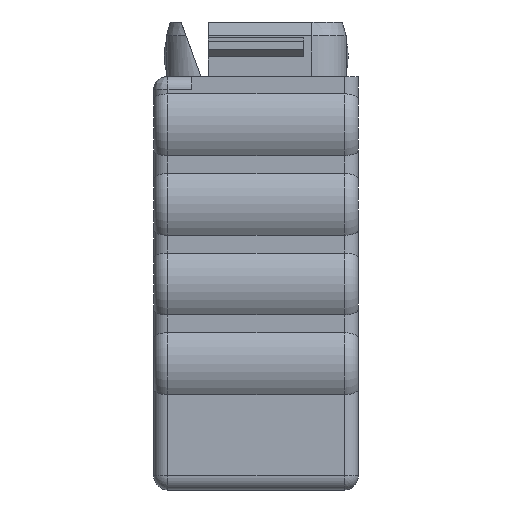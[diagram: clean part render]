
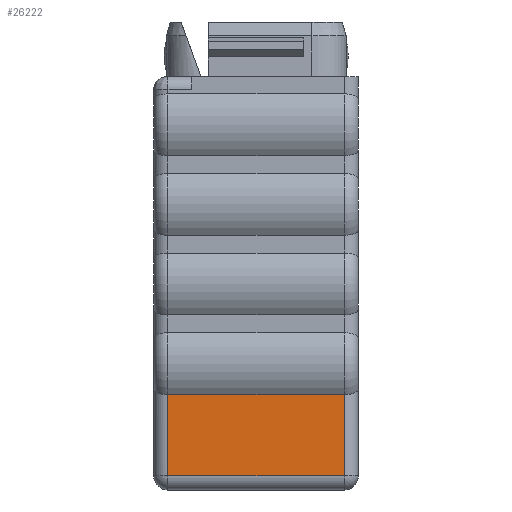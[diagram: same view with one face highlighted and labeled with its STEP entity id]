
A CAD part, left-side view. The second image highlights one B-rep face of the part: STEP entity #26222.
In plain terms, the highlighted planar face has unit normal (-1, 0, 0).
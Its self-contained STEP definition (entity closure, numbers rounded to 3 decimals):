
#136=DIRECTION('',(0.,1.,0.));
#137=VECTOR('',#136,12.9);
#138=CARTESIAN_POINT('',(-22.21,-6.45,-23.303));
#139=LINE('',#138,#137);
#153=DIRECTION('',(0.,-1.,0.));
#154=VECTOR('',#153,12.9);
#155=CARTESIAN_POINT('',(-22.21,6.45,-29.25));
#156=LINE('',#155,#154);
#12937=CARTESIAN_POINT('',(-22.21,6.45,-23.303));
#12944=DIRECTION('',(0.,0.,1.));
#12945=VECTOR('',#12944,5.947);
#12946=CARTESIAN_POINT('',(-22.21,6.45,-29.25));
#12947=LINE('',#12946,#12945);
#14164=DIRECTION('',(0.,0.,-1.));
#14165=VECTOR('',#14164,5.947);
#14166=CARTESIAN_POINT('',(-22.21,-6.45,-23.303));
#14167=LINE('',#14166,#14165);
#23004=CARTESIAN_POINT('',(-22.21,-6.45,-29.25));
#23005=VERTEX_POINT('',#23004);
#23008=CARTESIAN_POINT('',(-22.21,-6.45,-23.303));
#23009=VERTEX_POINT('',#23008);
#25200=VERTEX_POINT('',#12937);
#25239=CARTESIAN_POINT('',(-22.21,6.45,-29.25));
#25240=VERTEX_POINT('',#25239);
#26208=CARTESIAN_POINT('',(-22.21,-7.5,0.));
#26209=DIRECTION('',(-1.,0.,0.));
#26210=DIRECTION('',(0.,1.,0.));
#26211=AXIS2_PLACEMENT_3D('',#26208,#26209,#26210);
#26212=PLANE('',#26211);
#26214=ORIENTED_EDGE('',*,*,#26213,.F.);
#26216=ORIENTED_EDGE('',*,*,#26215,.T.);
#26217=ORIENTED_EDGE('',*,*,#26198,.F.);
#26219=ORIENTED_EDGE('',*,*,#26218,.T.);
#26220=EDGE_LOOP('',(#26214,#26216,#26217,#26219));
#26221=FACE_OUTER_BOUND('',#26220,.F.);
#26222=ADVANCED_FACE('',(#26221),#26212,.T.);
#26198=EDGE_CURVE('',#23009,#25200,#139,.T.);
#26213=EDGE_CURVE('',#25240,#23005,#156,.T.);
#26215=EDGE_CURVE('',#25240,#25200,#12947,.T.);
#26218=EDGE_CURVE('',#23009,#23005,#14167,.T.);
